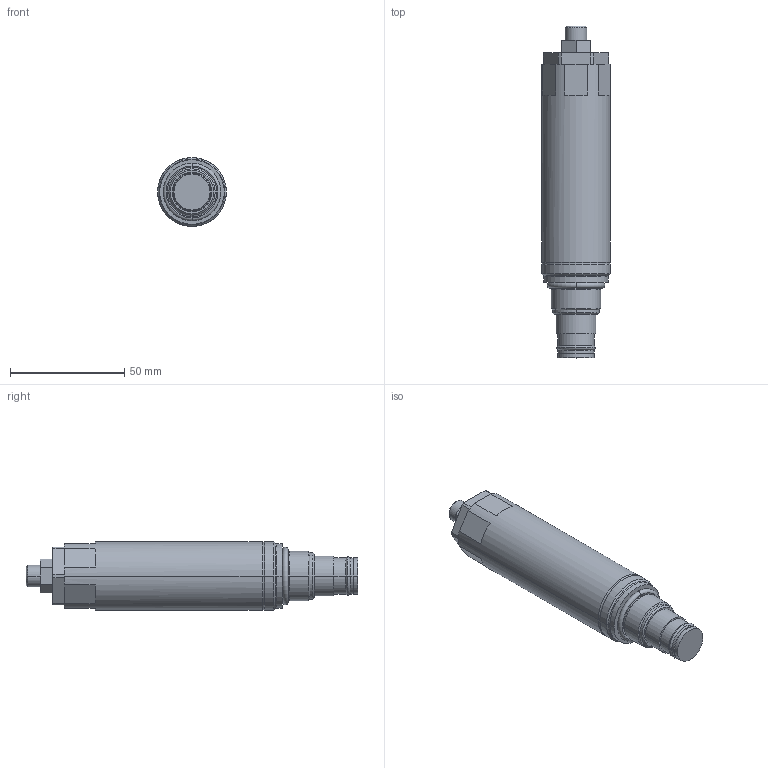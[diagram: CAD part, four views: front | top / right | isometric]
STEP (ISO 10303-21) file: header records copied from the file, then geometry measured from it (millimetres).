
FILE_DESCRIPTION((''),'2;1');
FILE_NAME('ILCM47054004','2013-03-25T',('dc'),(''),'PRO/ENGINEER BY PARAMETRIC TECHNOLOGY CORPORATION, 2007460','PRO/ENGINEER BY PARAMETRIC TECHNOLOGY CORPORATION, 2007460','');
FILE_SCHEMA(('AUTOMOTIVE_DESIGN_CC2 { 1 2 10303 214 -1 1 5 2 }'));
Length unit declared in the file: millimetre
Products named in the file (1): ILCM47054004
Bounding box: 30.18 x 145.54 x 30.18 mm (x, y, z)
Volume: 80928.3 mm3; surface area: 14338.7 mm2
Topology: 2 solids, 2 shells, 100 faces, 233 edges, 144 vertices
Faces by surface type: plane 43, cylinder 33, cone 12, torus 12
Entity records: 3075 total; most frequent: DIRECTION 536, CARTESIAN_POINT 513, ORIENTED_EDGE 466, EDGE_CURVE 233, AXIS2_PLACEMENT_3D 209, VERTEX_POINT 144, VECTOR 118, LINE 118
